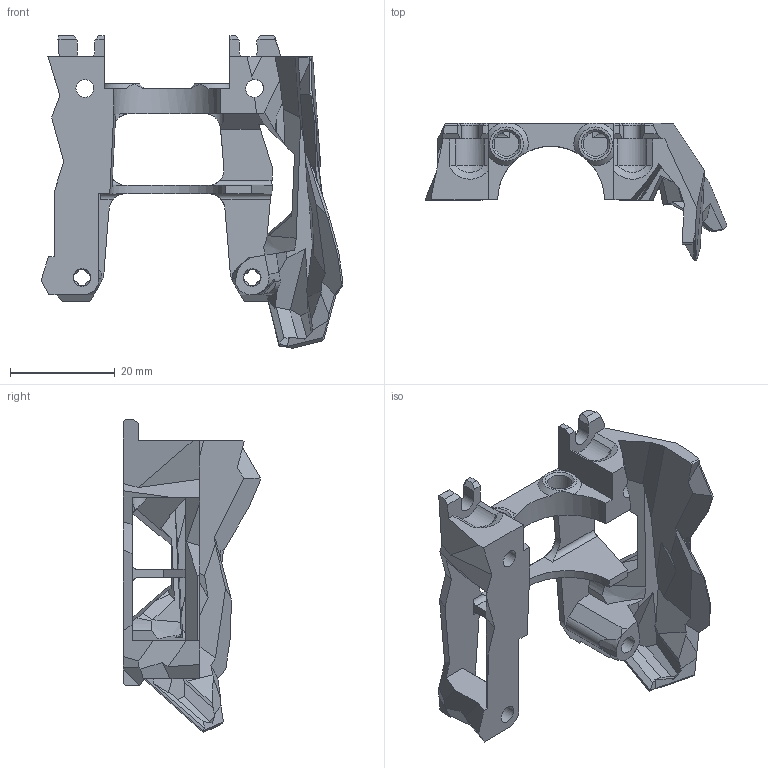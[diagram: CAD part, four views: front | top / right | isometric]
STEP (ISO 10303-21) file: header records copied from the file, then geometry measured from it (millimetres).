
FILE_DESCRIPTION(/* description */ (''),/* implementation_level */ '2;1');
FILE_NAME(/* name */ 'stealthjelly back.step',/* time_stamp */ '2023-10-09T17:13:50-04:00',/* author */ (''),/* organization */ (''),/* preprocessor_version */ 'ST-DEVELOPER v20',/* originating_system */ 'Autodesk Translation Framework v12.9.0.99',/* authorisation */ '');
FILE_SCHEMA (('AUTOMOTIVE_DESIGN { 1 0 10303 214 3 1 1 }'));
Length unit declared in the file: millimetre
Products named in the file (1): stealthjelly back
Bounding box: 57.65 x 26.26 x 59.7 mm (x, y, z)
Volume: 8774.4 mm3; surface area: 8942.6 mm2
Topology: 1 solids, 1 shells, 468 faces, 1397 edges, 901 vertices
Faces by surface type: plane 365, cylinder 70, cone 26, bspline 7
Full cylindrical faces by diameter (mm): 3.4 x6, 4.7 x2, 6 x2
Entity records: 16380 total; most frequent: CARTESIAN_POINT 3761, ORIENTED_EDGE 2794, DIRECTION 2424, EDGE_CURVE 1397, LINE 1112, VECTOR 1112, VERTEX_POINT 901, AXIS2_PLACEMENT_3D 656
